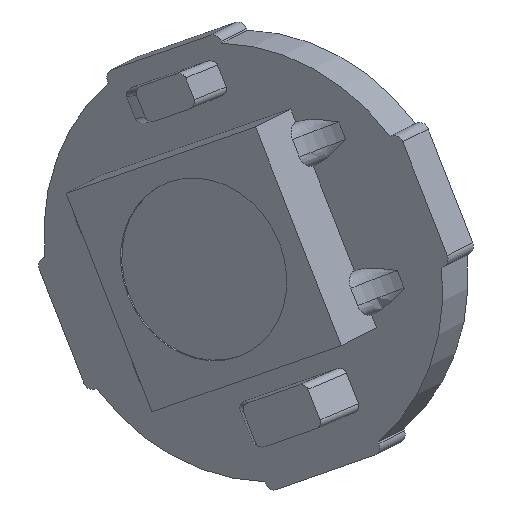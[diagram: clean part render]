
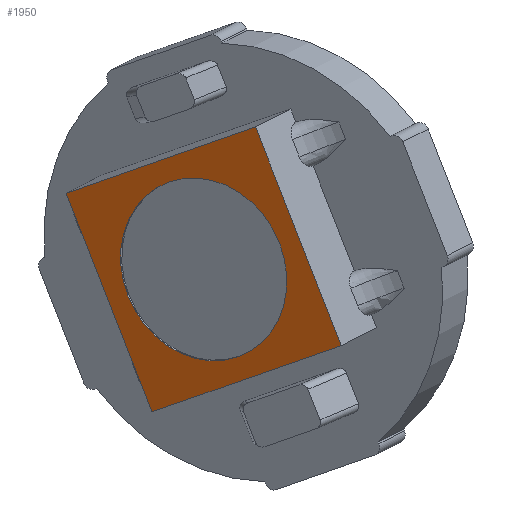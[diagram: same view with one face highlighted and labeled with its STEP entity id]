
A CAD part, front view. The second image highlights one B-rep face of the part: STEP entity #1950.
In plain terms, the highlighted planar face has unit normal (-0.469, -0.851, -0.238).
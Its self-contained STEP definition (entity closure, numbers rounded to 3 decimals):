
#1950=ADVANCED_FACE('54888',(#4889,#4890),#4891,.F.);
#3664=EDGE_CURVE('55096',#7197,#7197,#7198,.T.);
#3764=EDGE_CURVE('54900',#7332,#7333,#7334,.T.);
#3774=EDGE_CURVE('54898',#7333,#7346,#7347,.T.);
#3782=EDGE_CURVE('54895',#7346,#7356,#7357,.T.);
#3788=EDGE_CURVE('54892',#7356,#7332,#7364,.T.);
#4889=FACE_BOUND('',#8626,.T.);
#4890=FACE_OUTER_BOUND('',#8627,.T.);
#4891=PLANE('',#8628);
#7197=VERTEX_POINT('',#13157);
#7198=CIRCLE('',#13158,2.0);
#7332=VERTEX_POINT('',#13598);
#7333=VERTEX_POINT('',#13599);
#7334=LINE('',#13600,#13601);
#7346=VERTEX_POINT('',#13622);
#7347=LINE('',#13623,#13624);
#7356=VERTEX_POINT('',#13640);
#7357=LINE('',#13641,#13642);
#7364=LINE('',#13654,#13655);
#8626=EDGE_LOOP('',(#17144));
#8627=EDGE_LOOP('',(#17145,#17146,#17147,#17148));
#8628=AXIS2_PLACEMENT_3D('',#17149,#17150,#17151);
#13157=CARTESIAN_POINT('',(24.068,36.702,-106.082));
#13158=AXIS2_PLACEMENT_3D('',#18082,#18083,#18084);
#13598=CARTESIAN_POINT('',(19.537,38.907,-105.028));
#13599=CARTESIAN_POINT('',(23.559,36.293,-103.618));
#13600=CARTESIAN_POINT('',(19.537,38.907,-105.028));
#13601=VECTOR('',#18146,1.0);
#13622=CARTESIAN_POINT('',(25.381,36.588,-108.265));
#13623=CARTESIAN_POINT('',(23.559,36.293,-103.618));
#13624=VECTOR('',#18151,1.0);
#13640=CARTESIAN_POINT('',(21.358,39.202,-109.675));
#13641=CARTESIAN_POINT('',(25.381,36.588,-108.265));
#13642=VECTOR('',#18155,1.0);
#13654=CARTESIAN_POINT('',(21.358,39.202,-109.675));
#13655=VECTOR('',#18158,1.0);
#17144=ORIENTED_EDGE('',*,*,#3664,.T.);
#17145=ORIENTED_EDGE('',*,*,#3764,.F.);
#17146=ORIENTED_EDGE('',*,*,#3788,.F.);
#17147=ORIENTED_EDGE('',*,*,#3782,.F.);
#17148=ORIENTED_EDGE('',*,*,#3774,.F.);
#17149=CARTESIAN_POINT('',(22.55,37.762,-106.879));
#17150=DIRECTION('',(0.469,0.85,0.238));
#17151=DIRECTION('',(0.759,-0.526,0.385));
#18082=CARTESIAN_POINT('',(22.459,37.748,-106.647));
#18083=DIRECTION('',(0.469,0.85,0.238));
#18084=DIRECTION('',(0.804,-0.523,0.282));
#18146=DIRECTION('',(0.804,-0.523,0.282));
#18151=DIRECTION('',(0.364,0.059,-0.929));
#18155=DIRECTION('',(-0.804,0.523,-0.282));
#18158=DIRECTION('',(-0.364,-0.059,0.929));
